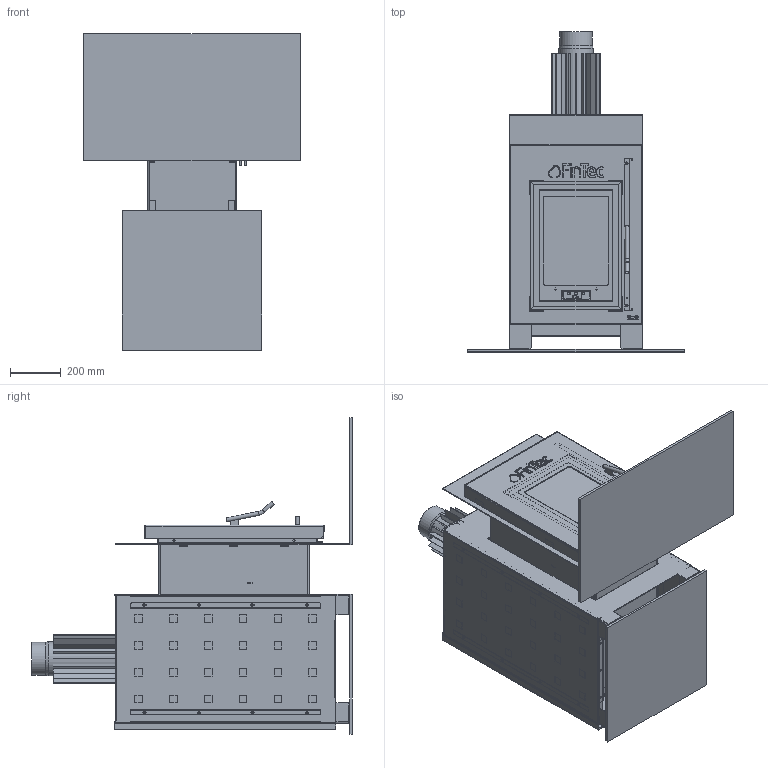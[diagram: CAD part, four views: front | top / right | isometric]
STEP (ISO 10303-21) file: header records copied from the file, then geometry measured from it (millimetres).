
FILE_DESCRIPTION (( 'STEP AP214' ), '1' );
FILE_NAME ('SK_206 ohne Mauer.STEP', '2019-12-18T13:17:50', ( '' ), ( '' ), 'SwSTEP 2.0', 'SolidWorks 2016', '' );
FILE_SCHEMA (( 'AUTOMOTIVE_DESIGN' ));
Length unit declared in the file: millimetre
Products named in the file (1): SK_206 ohne Mauer
Bounding box: 850 x 1262 x 1245 mm (x, y, z)
Volume: 45187324.3 mm3; surface area: 16876222.6 mm2
Topology: 92 solids, 92 shells, 6332 faces, 16976 edges, 10811 vertices
Faces by surface type: plane 5050, cylinder 1118, bspline 97, cone 57, torus 10
Full cylindrical faces by diameter (mm): 3.3 x12, 4.2 x24, 4.9 x3, 5 x18, 5.5 x3, 5.8 x5, 6 x16, 6.5 x8, 6.6 x12, 7 x1, 8.5 x4, 9 x18, 10 x4, 10.5 x16, 13 x2, 15 x7, 16 x7, 125 x1, 125.8 x1, 129 x1, 129.8 x1, 130 x1, 130.6 x1, 134.6 x1, 140 x1
Entity records: 269206 total; most frequent: CARTESIAN_POINT 39364, ORIENTED_EDGE 33426, DIRECTION 31369, EDGE_CURVE 16713, LINE 13895, VECTOR 13895, VERTEX_POINT 10759, AXIS2_PLACEMENT_3D 8737
